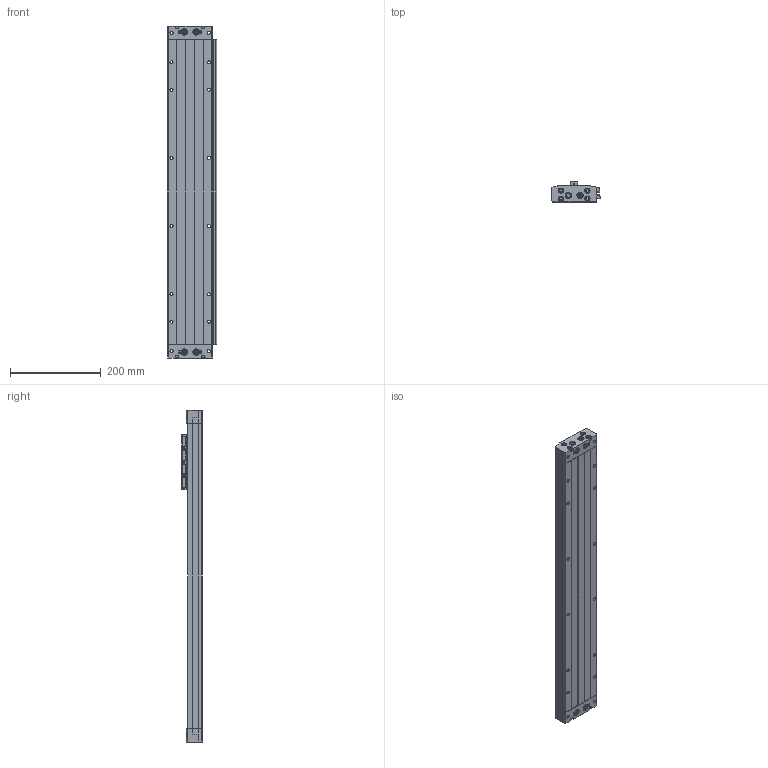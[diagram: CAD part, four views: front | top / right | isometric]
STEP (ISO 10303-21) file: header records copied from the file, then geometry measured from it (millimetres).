
FILE_DESCRIPTION(/* description */ ('STEP AP214'),/* implementation_level */ '2;1');
FILE_NAME(/* name */ '5074788_DLGF-G-32-500-PPSA',/* time_stamp */ '2024-08-20T14:19:48+02:00',/* author */ ('License CC BY-ND 4.0'),/* organization */ ('CADENAS'),/* preprocessor_version */ 'ST-DEVELOPER v19.3',/* originating_system */ 'PARTsolutions',/* authorisation */ ' ');
FILE_SCHEMA (('AUTOMOTIVE_DESIGN {1 0 10303 214 3 1 1}'));
Length unit declared in the file: millimetre
Products named in the file (5): 5074788 DLGF-G-32-500-PPSA---(0); 8063801 DLGF-32-G-500---(G); 4012990 DLGF-32; 8070292 DLGF-32/40; 116515 G1/8
Assembly tree (12 placements, depth 2):
  5074788 DLGF-G-32-500-PPSA---(0)
    8063801 DLGF-32-G-500---(G)
    4012990 DLGF-32
    8070292 DLGF-32/40  x4
    116515 G1/8  x6
Bounding box: 108 x 44.5 x 730 mm (x, y, z)
Volume: 2262717.2 mm3; surface area: 302265.9 mm2
Topology: 12 solids, 12 shells, 870 faces, 2067 edges, 1313 vertices
Faces by surface type: plane 440, cylinder 278, cone 92, torus 60
Full cylindrical faces by diameter (mm): 2.459 x1, 3.242 x1, 4.134 x4, 4.2 x2, 6.5 x4, 6.8 x16, 8.566 x8, 9.728 x18, 10 x8, 11 x20, 14 x8, 15 x8
Entity records: 21022 total; most frequent: DIRECTION 3684, CARTESIAN_POINT 3623, ORIENTED_EDGE 3176, EDGE_CURVE 1588, AXIS2_PLACEMENT_3D 1381, VERTEX_POINT 1138, FACE_BOUND 1060, EDGE_LOOP 1058
